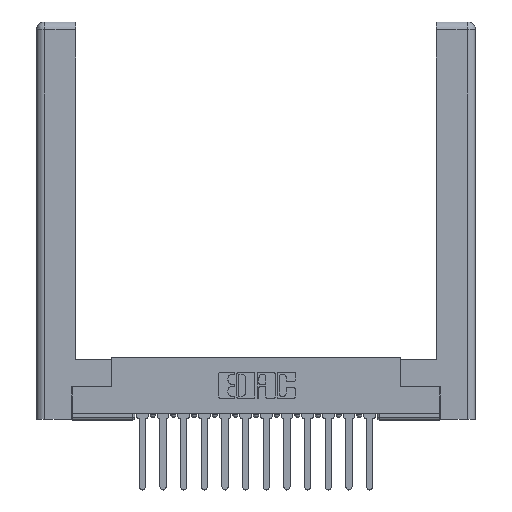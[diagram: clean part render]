
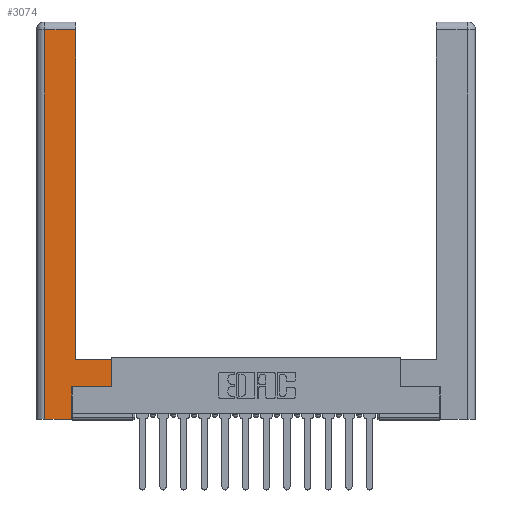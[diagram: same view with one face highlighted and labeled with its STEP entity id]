
A CAD part, top view. The second image highlights one B-rep face of the part: STEP entity #3074.
In plain terms, the highlighted planar face has unit normal (0, 0, 1).
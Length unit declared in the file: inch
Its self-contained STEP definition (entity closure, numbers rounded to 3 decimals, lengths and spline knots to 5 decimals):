
#28 = ORIENTED_EDGE ( 'NONE', *, *, #5082, .T. ) ;
#60 = ORIENTED_EDGE ( 'NONE', *, *, #10507, .T. ) ;
#175 = VECTOR ( 'NONE', #15316, 39.37008 ) ;
#408 = VERTEX_POINT ( 'NONE', #3919 ) ;
#430 = DIRECTION ( 'NONE',  ( 0., -1., 0. ) ) ;
#462 = VECTOR ( 'NONE', #9058, 39.37008 ) ;
#467 = EDGE_CURVE ( 'NONE', #6033, #12502, #6605, .T. ) ;
#1460 = ORIENTED_EDGE ( 'NONE', *, *, #16492, .T. ) ;
#1598 = CARTESIAN_POINT ( 'NONE',  ( 0.0615, 0., 0. ) ) ;
#1661 = CARTESIAN_POINT ( 'NONE',  ( 0.565, 0.45, 0. ) ) ;
#2353 = EDGE_CURVE ( 'NONE', #6268, #3223, #15065, .T. ) ;
#2362 = LINE ( 'NONE', #2790, #14790 ) ;
#2372 = CARTESIAN_POINT ( 'NONE',  ( 0.295, 3., 0. ) ) ;
#2790 = CARTESIAN_POINT ( 'NONE',  ( 0.265, 0., 0. ) ) ;
#3074 = ADVANCED_FACE ( 'NONE', ( #5537 ), #8302, .F. ) ;
#3160 = DIRECTION ( 'NONE',  ( -1., 0., 0. ) ) ;
#3223 = VERTEX_POINT ( 'NONE', #13676 ) ;
#3669 = CARTESIAN_POINT ( 'NONE',  ( 0.265, 0.245, 0. ) ) ;
#3721 = CARTESIAN_POINT ( 'NONE',  ( 0.565, 0.245, 0. ) ) ;
#3812 = VECTOR ( 'NONE', #3160, 39.37008 ) ;
#3869 = EDGE_CURVE ( 'NONE', #10020, #7760, #5280, .T. ) ;
#3919 = CARTESIAN_POINT ( 'NONE',  ( 0.0615, 0., 0. ) ) ;
#4505 = VECTOR ( 'NONE', #9149, 39.37008 ) ;
#4797 = CARTESIAN_POINT ( 'NONE',  ( 0.295, 0.45, 0. ) ) ;
#4959 = VERTEX_POINT ( 'NONE', #10057 ) ;
#5082 = EDGE_CURVE ( 'NONE', #7760, #6033, #6283, .T. ) ;
#5280 = LINE ( 'NONE', #3669, #462 ) ;
#5423 = ORIENTED_EDGE ( 'NONE', *, *, #467, .T. ) ;
#5537 = FACE_OUTER_BOUND ( 'NONE', #8252, .T. ) ;
#5793 = ORIENTED_EDGE ( 'NONE', *, *, #3869, .T. ) ;
#6033 = VERTEX_POINT ( 'NONE', #3721 ) ;
#6268 = VERTEX_POINT ( 'NONE', #4797 ) ;
#6283 = LINE ( 'NONE', #7635, #4505 ) ;
#6525 = DIRECTION ( 'NONE',  ( 0., 1., 0. ) ) ;
#6605 = LINE ( 'NONE', #1661, #10146 ) ;
#7391 = AXIS2_PLACEMENT_3D ( 'NONE', #9311, #12167, #13433 ) ;
#7524 = LINE ( 'NONE', #13658, #8347 ) ;
#7635 = CARTESIAN_POINT ( 'NONE',  ( 0.565, 0.245, 0. ) ) ;
#7760 = VERTEX_POINT ( 'NONE', #12244 ) ;
#8252 = EDGE_LOOP ( 'NONE', ( #13318, #1460, #60, #14335, #5793, #28, #5423, #12559 ) ) ;
#8302 = PLANE ( 'NONE',  #7391 ) ;
#8347 = VECTOR ( 'NONE', #12561, 39.37008 ) ;
#8427 = CARTESIAN_POINT ( 'NONE',  ( 0.565, 0.45, 0. ) ) ;
#9000 = CARTESIAN_POINT ( 'NONE',  ( 0.265, 0., 0. ) ) ;
#9058 = DIRECTION ( 'NONE',  ( 0., 1., 0. ) ) ;
#9149 = DIRECTION ( 'NONE',  ( 1., 0., 0. ) ) ;
#9178 = VECTOR ( 'NONE', #430, 39.37008 ) ;
#9311 = CARTESIAN_POINT ( 'NONE',  ( 0., 0., 0. ) ) ;
#9896 = EDGE_CURVE ( 'NONE', #408, #10020, #2362, .T. ) ;
#10020 = VERTEX_POINT ( 'NONE', #9000 ) ;
#10057 = CARTESIAN_POINT ( 'NONE',  ( 0.0615, 2.94, 0. ) ) ;
#10146 = VECTOR ( 'NONE', #6525, 39.37008 ) ;
#10507 = EDGE_CURVE ( 'NONE', #4959, #408, #13188, .T. ) ;
#10584 = EDGE_CURVE ( 'NONE', #12502, #6268, #10894, .T. ) ;
#10894 = LINE ( 'NONE', #14684, #3812 ) ;
#12167 = DIRECTION ( 'NONE',  ( 0., 0., -1. ) ) ;
#12244 = CARTESIAN_POINT ( 'NONE',  ( 0.265, 0.245, 0. ) ) ;
#12502 = VERTEX_POINT ( 'NONE', #8427 ) ;
#12559 = ORIENTED_EDGE ( 'NONE', *, *, #10584, .T. ) ;
#12561 = DIRECTION ( 'NONE',  ( -1., 0., 0. ) ) ;
#13188 = LINE ( 'NONE', #1598, #9178 ) ;
#13318 = ORIENTED_EDGE ( 'NONE', *, *, #2353, .T. ) ;
#13433 = DIRECTION ( 'NONE',  ( -1., 0., 0. ) ) ;
#13658 = CARTESIAN_POINT ( 'NONE',  ( 0.0615, 2.94, 0. ) ) ;
#13676 = CARTESIAN_POINT ( 'NONE',  ( 0.295, 2.94, 0. ) ) ;
#14044 = DIRECTION ( 'NONE',  ( 1., 0., 0. ) ) ;
#14335 = ORIENTED_EDGE ( 'NONE', *, *, #9896, .T. ) ;
#14684 = CARTESIAN_POINT ( 'NONE',  ( 0.295, 0.45, 0. ) ) ;
#14790 = VECTOR ( 'NONE', #14044, 39.37008 ) ;
#15065 = LINE ( 'NONE', #2372, #175 ) ;
#15316 = DIRECTION ( 'NONE',  ( 0., 1., 0. ) ) ;
#16492 = EDGE_CURVE ( 'NONE', #3223, #4959, #7524, .T. ) ;
